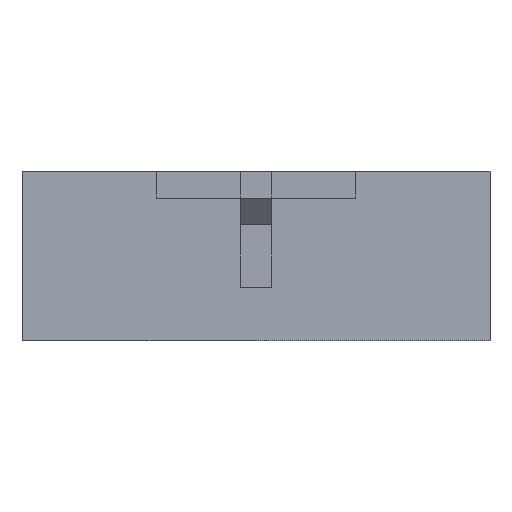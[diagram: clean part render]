
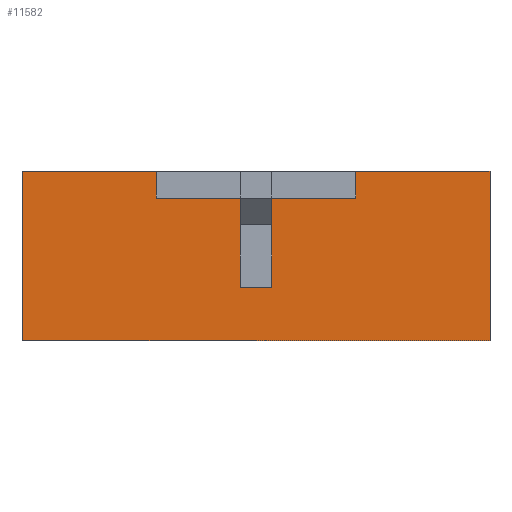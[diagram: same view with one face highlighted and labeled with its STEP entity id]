
A CAD part, left-side view. The second image highlights one B-rep face of the part: STEP entity #11582.
In plain terms, the highlighted planar face has unit normal (-1, 0, 0).
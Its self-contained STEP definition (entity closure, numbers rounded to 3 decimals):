
#3926 = VERTEX_POINT('',#3927);
#3927 = CARTESIAN_POINT('',(-19.8,-10.5,-3.8));
#3933 = EDGE_CURVE('',#3934,#3926,#3936,.T.);
#3934 = VERTEX_POINT('',#3935);
#3935 = CARTESIAN_POINT('',(-19.8,10.5,-3.8));
#3936 = LINE('',#3937,#3938);
#3937 = CARTESIAN_POINT('',(-19.8,10.5,-3.8));
#3938 = VECTOR('',#3939,1.);
#3939 = DIRECTION('',(0.,-1.,0.));
#8931 = VERTEX_POINT('',#8932);
#8932 = CARTESIAN_POINT('',(-19.8,-0.7,
    -1.4));
#8938 = EDGE_CURVE('',#8939,#8931,#8941,.T.);
#8939 = VERTEX_POINT('',#8940);
#8940 = CARTESIAN_POINT('',(-19.8,-0.7,
    2.6));
#8941 = LINE('',#8942,#8943);
#8942 = CARTESIAN_POINT('',(-19.8,-0.7,
    2.6));
#8943 = VECTOR('',#8944,1.);
#8944 = DIRECTION('',(0.,0.,-1.));
#8969 = EDGE_CURVE('',#8970,#8939,#8972,.T.);
#8970 = VERTEX_POINT('',#8971);
#8971 = CARTESIAN_POINT('',(-19.8,-4.475,
    2.6));
#8972 = LINE('',#8973,#8974);
#8973 = CARTESIAN_POINT('',(-19.8,-4.475,
    2.6));
#8974 = VECTOR('',#8975,1.);
#8975 = DIRECTION('',(0.,1.,0.));
#9048 = VERTEX_POINT('',#9049);
#9049 = CARTESIAN_POINT('',(-19.8,-4.475,
    3.8));
#9055 = EDGE_CURVE('',#9056,#9048,#9058,.T.);
#9056 = VERTEX_POINT('',#9057);
#9057 = CARTESIAN_POINT('',(-19.8,-10.5,3.8));
#9058 = LINE('',#9059,#9060);
#9059 = CARTESIAN_POINT('',(-19.8,-10.5,3.8));
#9060 = VECTOR('',#9061,1.);
#9061 = DIRECTION('',(0.,1.,0.));
#9128 = VERTEX_POINT('',#9129);
#9129 = CARTESIAN_POINT('',(-19.8,10.5,3.8));
#9135 = EDGE_CURVE('',#9136,#9128,#9138,.T.);
#9136 = VERTEX_POINT('',#9137);
#9137 = CARTESIAN_POINT('',(-19.8,4.475,
    3.8));
#9138 = LINE('',#9139,#9140);
#9139 = CARTESIAN_POINT('',(-19.8,4.475,
    3.8));
#9140 = VECTOR('',#9141,1.);
#9141 = DIRECTION('',(0.,1.,0.));
#9514 = VERTEX_POINT('',#9515);
#9515 = CARTESIAN_POINT('',(-19.8,4.475,
    2.6));
#9521 = EDGE_CURVE('',#9522,#9514,#9524,.T.);
#9522 = VERTEX_POINT('',#9523);
#9523 = CARTESIAN_POINT('',(-19.8,0.7,
    2.6));
#9524 = LINE('',#9525,#9526);
#9525 = CARTESIAN_POINT('',(-19.8,0.7,
    2.6));
#9526 = VECTOR('',#9527,1.);
#9527 = DIRECTION('',(0.,1.,0.));
#9544 = EDGE_CURVE('',#9514,#9136,#9545,.T.);
#9545 = LINE('',#9546,#9547);
#9546 = CARTESIAN_POINT('',(-19.8,4.475,
    2.6));
#9547 = VECTOR('',#9548,1.);
#9548 = DIRECTION('',(0.,0.,1.));
#11582 = ADVANCED_FACE('',(#11583),#11624,.T.);
#11583 = FACE_BOUND('',#11584,.T.);
#11584 = EDGE_LOOP('',(#11585,#11586,#11587,#11595,#11601,#11602,#11603,
    #11604,#11610,#11611,#11617,#11618));
#11585 = ORIENTED_EDGE('',*,*,#8969,.T.);
#11586 = ORIENTED_EDGE('',*,*,#8938,.T.);
#11587 = ORIENTED_EDGE('',*,*,#11588,.T.);
#11588 = EDGE_CURVE('',#8931,#11589,#11591,.T.);
#11589 = VERTEX_POINT('',#11590);
#11590 = CARTESIAN_POINT('',(-19.8,0.7,
    -1.4));
#11591 = LINE('',#11592,#11593);
#11592 = CARTESIAN_POINT('',(-19.8,-0.7,
    -1.4));
#11593 = VECTOR('',#11594,1.);
#11594 = DIRECTION('',(0.,1.,0.));
#11595 = ORIENTED_EDGE('',*,*,#11596,.T.);
#11596 = EDGE_CURVE('',#11589,#9522,#11597,.T.);
#11597 = LINE('',#11598,#11599);
#11598 = CARTESIAN_POINT('',(-19.8,0.7,
    -1.4));
#11599 = VECTOR('',#11600,1.);
#11600 = DIRECTION('',(0.,0.,1.));
#11601 = ORIENTED_EDGE('',*,*,#9521,.T.);
#11602 = ORIENTED_EDGE('',*,*,#9544,.T.);
#11603 = ORIENTED_EDGE('',*,*,#9135,.T.);
#11604 = ORIENTED_EDGE('',*,*,#11605,.T.);
#11605 = EDGE_CURVE('',#9128,#3934,#11606,.T.);
#11606 = LINE('',#11607,#11608);
#11607 = CARTESIAN_POINT('',(-19.8,10.5,3.8));
#11608 = VECTOR('',#11609,1.);
#11609 = DIRECTION('',(0.,0.,-1.));
#11610 = ORIENTED_EDGE('',*,*,#3933,.T.);
#11611 = ORIENTED_EDGE('',*,*,#11612,.T.);
#11612 = EDGE_CURVE('',#3926,#9056,#11613,.T.);
#11613 = LINE('',#11614,#11615);
#11614 = CARTESIAN_POINT('',(-19.8,-10.5,-3.8));
#11615 = VECTOR('',#11616,1.);
#11616 = DIRECTION('',(0.,0.,1.));
#11617 = ORIENTED_EDGE('',*,*,#9055,.T.);
#11618 = ORIENTED_EDGE('',*,*,#11619,.T.);
#11619 = EDGE_CURVE('',#9048,#8970,#11620,.T.);
#11620 = LINE('',#11621,#11622);
#11621 = CARTESIAN_POINT('',(-19.8,-4.475,
    3.8));
#11622 = VECTOR('',#11623,1.);
#11623 = DIRECTION('',(0.,0.,-1.));
#11624 = PLANE('',#11625);
#11625 = AXIS2_PLACEMENT_3D('',#11626,#11627,#11628);
#11626 = CARTESIAN_POINT('',(-19.8,0.,-0.057));
#11627 = DIRECTION('',(-1.,-0.,-0.));
#11628 = DIRECTION('',(0.,0.,-1.));
